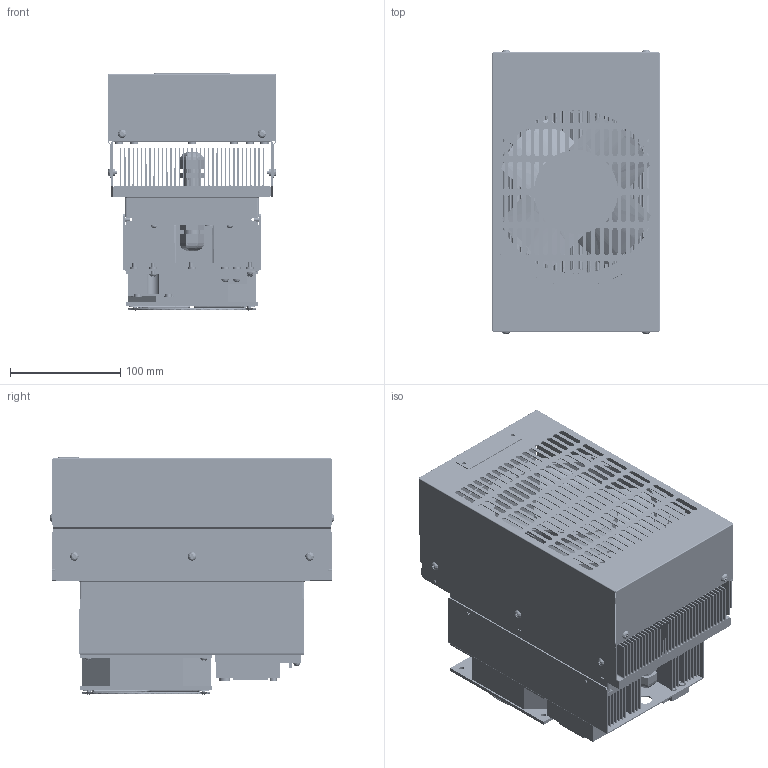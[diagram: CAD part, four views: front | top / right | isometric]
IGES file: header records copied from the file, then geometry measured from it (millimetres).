
Start section: SolidWorks IGES file using analytic representation for surfaces
Global section: file name: AHP-690.IGS; native system: SolidWorks 2016; preprocessor: SolidWorks 2016; author: Afshin; date: 160510.150603; units: inch
Bounding box: 152.45 x 258.06 x 215.63 mm (x, y, z)
Surface area: 1787979 mm2 (no closed solid volume)
Topology: 0 solids, 0 shells, 2968 faces, 47968 edges, 47911 vertices
Faces by surface type: bspline 1742, revolution 1226
